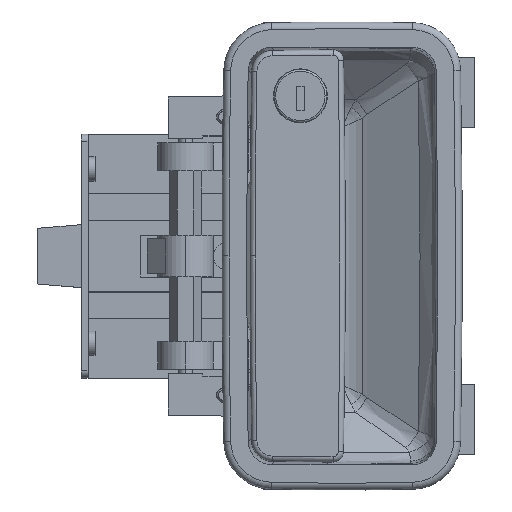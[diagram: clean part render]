
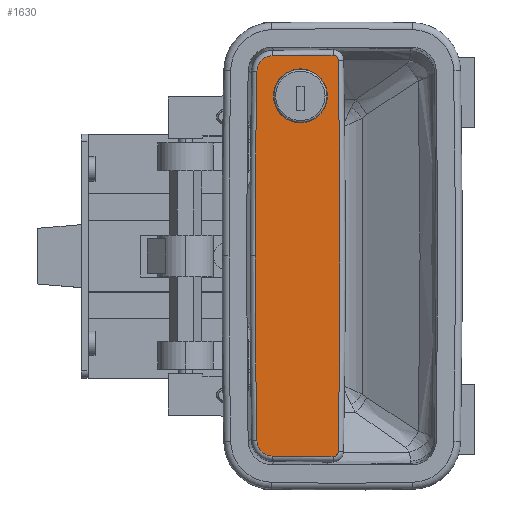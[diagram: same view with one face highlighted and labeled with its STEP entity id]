
A CAD part, top view. The second image highlights one B-rep face of the part: STEP entity #1630.
In plain terms, the highlighted planar face has unit normal (0, 0, 1).
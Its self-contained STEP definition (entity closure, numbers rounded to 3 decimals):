
#66 = ORIENTED_EDGE ( 'NONE', *, *, #21821, .T. ) ;
#459 = CIRCLE ( 'NONE', #9257, 2998.5 ) ;
#706 = DIRECTION ( 'NONE',  ( 1., 0., 0. ) ) ;
#1273 = CARTESIAN_POINT ( 'NONE',  ( -9.376, -57.7, 1. ) ) ;
#1370 = AXIS2_PLACEMENT_3D ( 'NONE', #7276, #7483, #26587 ) ;
#1630 = ADVANCED_FACE ( 'NONE', ( #13870, #28718 ), #22679, .T. ) ;
#1749 = CARTESIAN_POINT ( 'NONE',  ( 12.969, 0., 1. ) ) ;
#1811 = EDGE_CURVE ( 'NONE', #9705, #9056, #13838, .T. ) ;
#2007 = ORIENTED_EDGE ( 'NONE', *, *, #8508, .T. ) ;
#2151 = CARTESIAN_POINT ( 'NONE',  ( 7.75, -46., 1. ) ) ;
#2152 = EDGE_CURVE ( 'NONE', #17230, #29806, #19519, .T. ) ;
#2278 = AXIS2_PLACEMENT_3D ( 'NONE', #9520, #21869, #28710 ) ;
#2455 = AXIS2_PLACEMENT_3D ( 'NONE', #29502, #2841, #24719 ) ;
#2741 = CIRCLE ( 'NONE', #12799, 7.75 ) ;
#2841 = DIRECTION ( 'NONE',  ( 0., 0., 1. ) ) ;
#2855 = ORIENTED_EDGE ( 'NONE', *, *, #25099, .T. ) ;
#4013 = VERTEX_POINT ( 'NONE', #1273 ) ;
#4628 = EDGE_LOOP ( 'NONE', ( #2007, #28687, #2855, #22797, #27312, #25419, #66, #18502, #24858 ) ) ;
#5697 = EDGE_CURVE ( 'NONE', #22285, #14598, #14789, .T. ) ;
#6034 = EDGE_CURVE ( 'NONE', #14598, #9705, #18947, .T. ) ;
#6645 = DIRECTION ( 'NONE',  ( 0., 0., -1. ) ) ;
#6679 = DIRECTION ( 'NONE',  ( 1., 0., 0. ) ) ;
#6761 = CIRCLE ( 'NONE', #22210, 4.5 ) ;
#7269 = VERTEX_POINT ( 'NONE', #1749 ) ;
#7276 = CARTESIAN_POINT ( 'NONE',  ( -12.127, -940.796, 1. ) ) ;
#7483 = DIRECTION ( 'NONE',  ( 0., 0., 1. ) ) ;
#8480 = CARTESIAN_POINT ( 'NONE',  ( 12.499, 53.08, 1. ) ) ;
#8508 = EDGE_CURVE ( 'NONE', #30003, #7269, #29832, .T. ) ;
#8532 = AXIS2_PLACEMENT_3D ( 'NONE', #26261, #24009, #26465 ) ;
#9056 = VERTEX_POINT ( 'NONE', #10398 ) ;
#9257 = AXIS2_PLACEMENT_3D ( 'NONE', #15063, #22604, #29649 ) ;
#9520 = CARTESIAN_POINT ( 'NONE',  ( -12.127, 940.796, 1. ) ) ;
#9705 = VERTEX_POINT ( 'NONE', #11333 ) ;
#9726 = CARTESIAN_POINT ( 'NONE',  ( 12.499, -53.08, 1. ) ) ;
#10398 = CARTESIAN_POINT ( 'NONE',  ( -10.88, -56.228, 1. ) ) ;
#10534 = CARTESIAN_POINT ( 'NONE',  ( -7.75, -46., 1. ) ) ;
#11333 = CARTESIAN_POINT ( 'NONE',  ( -10.88, 56.228, 1. ) ) ;
#12799 = AXIS2_PLACEMENT_3D ( 'NONE', #22686, #17696, #20110 ) ;
#13431 = CARTESIAN_POINT ( 'NONE',  ( 8., 53., 1. ) ) ;
#13519 = DIRECTION ( 'NONE',  ( 0., 0., 1. ) ) ;
#13838 = CIRCLE ( 'NONE', #19855, 2998.5 ) ;
#13870 = FACE_OUTER_BOUND ( 'NONE', #4628, .T. ) ;
#14022 = CARTESIAN_POINT ( 'NONE',  ( 0., -46., 1. ) ) ;
#14047 = EDGE_CURVE ( 'NONE', #29806, #17230, #2741, .T. ) ;
#14598 = VERTEX_POINT ( 'NONE', #22642 ) ;
#14743 = CIRCLE ( 'NONE', #2278, 998.5 ) ;
#14789 = CIRCLE ( 'NONE', #1370, 998.5 ) ;
#15063 = CARTESIAN_POINT ( 'NONE',  ( -2985.531, 0., 1. ) ) ;
#15359 = CARTESIAN_POINT ( 'NONE',  ( 1487.483, 470.398, 1. ) ) ;
#15549 = DIRECTION ( 'NONE',  ( 1., 0., 0. ) ) ;
#15675 = ORIENTED_EDGE ( 'NONE', *, *, #2152, .T. ) ;
#16200 = DIRECTION ( 'NONE',  ( 0., 0., 1. ) ) ;
#17230 = VERTEX_POINT ( 'NONE', #10534 ) ;
#17234 = CIRCLE ( 'NONE', #23815, 1.5 ) ;
#17399 = EDGE_CURVE ( 'NONE', #30060, #30003, #24752, .T. ) ;
#17692 = DIRECTION ( 'NONE',  ( 0., 0., 1. ) ) ;
#17696 = DIRECTION ( 'NONE',  ( 0., 0., -1. ) ) ;
#17839 = CARTESIAN_POINT ( 'NONE',  ( 8.091, -57.499, 1. ) ) ;
#18502 = ORIENTED_EDGE ( 'NONE', *, *, #28405, .T. ) ;
#18947 = CIRCLE ( 'NONE', #8532, 1.5 ) ;
#19460 = EDGE_LOOP ( 'NONE', ( #20375, #15675 ) ) ;
#19519 = CIRCLE ( 'NONE', #23150, 7.75 ) ;
#19855 = AXIS2_PLACEMENT_3D ( 'NONE', #21384, #16200, #6679 ) ;
#20110 = DIRECTION ( 'NONE',  ( 1., 0., 0. ) ) ;
#20375 = ORIENTED_EDGE ( 'NONE', *, *, #14047, .T. ) ;
#20539 = DIRECTION ( 'NONE',  ( 0., 0., 1. ) ) ;
#21384 = CARTESIAN_POINT ( 'NONE',  ( 2987.093, 0., 1. ) ) ;
#21821 = EDGE_CURVE ( 'NONE', #9056, #4013, #17234, .T. ) ;
#21869 = DIRECTION ( 'NONE',  ( 0., 0., 1. ) ) ;
#22210 = AXIS2_PLACEMENT_3D ( 'NONE', #13431, #20539, #25670 ) ;
#22282 = DIRECTION ( 'NONE',  ( 1., 0., 0. ) ) ;
#22285 = VERTEX_POINT ( 'NONE', #25201 ) ;
#22604 = DIRECTION ( 'NONE',  ( 0., 0., 1. ) ) ;
#22642 = CARTESIAN_POINT ( 'NONE',  ( -9.376, 57.7, 1. ) ) ;
#22679 = PLANE ( 'NONE',  #26426 ) ;
#22686 = CARTESIAN_POINT ( 'NONE',  ( 0., -46., 1. ) ) ;
#22797 = ORIENTED_EDGE ( 'NONE', *, *, #5697, .T. ) ;
#23150 = AXIS2_PLACEMENT_3D ( 'NONE', #14022, #6645, #22282 ) ;
#23815 = AXIS2_PLACEMENT_3D ( 'NONE', #25221, #30106, #15549 ) ;
#24009 = DIRECTION ( 'NONE',  ( 0., 0., 1. ) ) ;
#24719 = DIRECTION ( 'NONE',  ( 1., 0., 0. ) ) ;
#24752 = CIRCLE ( 'NONE', #26745, 4.5 ) ;
#24858 = ORIENTED_EDGE ( 'NONE', *, *, #17399, .T. ) ;
#25099 = EDGE_CURVE ( 'NONE', #27696, #22285, #6761, .T. ) ;
#25201 = CARTESIAN_POINT ( 'NONE',  ( 8.091, 57.499, 1. ) ) ;
#25221 = CARTESIAN_POINT ( 'NONE',  ( -9.38, -56.2, 1. ) ) ;
#25419 = ORIENTED_EDGE ( 'NONE', *, *, #1811, .T. ) ;
#25670 = DIRECTION ( 'NONE',  ( 1., 0., 0. ) ) ;
#25761 = CARTESIAN_POINT ( 'NONE',  ( 8., -53., 1. ) ) ;
#26261 = CARTESIAN_POINT ( 'NONE',  ( -9.38, 56.2, 1. ) ) ;
#26426 = AXIS2_PLACEMENT_3D ( 'NONE', #15359, #17692, #706 ) ;
#26465 = DIRECTION ( 'NONE',  ( 1., 0., 0. ) ) ;
#26587 = DIRECTION ( 'NONE',  ( 1., 0., 0. ) ) ;
#26745 = AXIS2_PLACEMENT_3D ( 'NONE', #25761, #13519, #27791 ) ;
#27312 = ORIENTED_EDGE ( 'NONE', *, *, #6034, .T. ) ;
#27696 = VERTEX_POINT ( 'NONE', #8480 ) ;
#27791 = DIRECTION ( 'NONE',  ( 1., 0., 0. ) ) ;
#28405 = EDGE_CURVE ( 'NONE', #4013, #30060, #14743, .T. ) ;
#28687 = ORIENTED_EDGE ( 'NONE', *, *, #30031, .T. ) ;
#28710 = DIRECTION ( 'NONE',  ( 1., 0., 0. ) ) ;
#28718 = FACE_BOUND ( 'NONE', #19460, .T. ) ;
#29502 = CARTESIAN_POINT ( 'NONE',  ( -2985.531, 0., 1. ) ) ;
#29649 = DIRECTION ( 'NONE',  ( 1., 0., 0. ) ) ;
#29806 = VERTEX_POINT ( 'NONE', #2151 ) ;
#29832 = CIRCLE ( 'NONE', #2455, 2998.5 ) ;
#30003 = VERTEX_POINT ( 'NONE', #9726 ) ;
#30031 = EDGE_CURVE ( 'NONE', #7269, #27696, #459, .T. ) ;
#30060 = VERTEX_POINT ( 'NONE', #17839 ) ;
#30106 = DIRECTION ( 'NONE',  ( 0., 0., 1. ) ) ;
